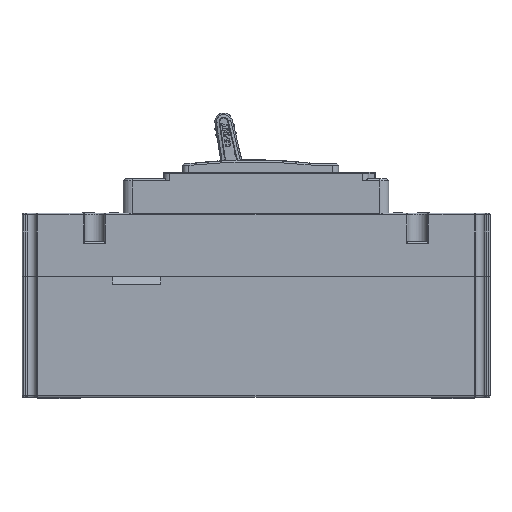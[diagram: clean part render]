
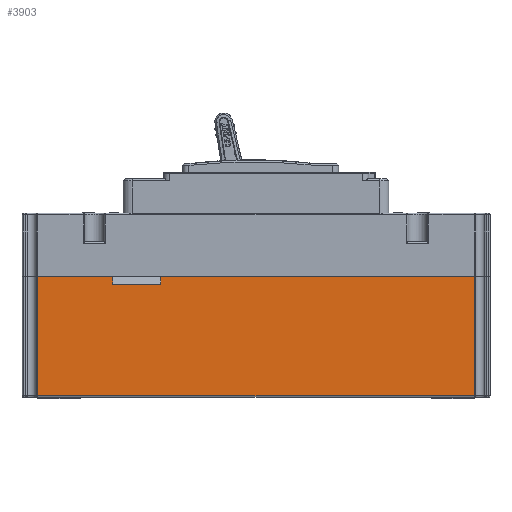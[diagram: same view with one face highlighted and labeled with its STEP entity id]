
A CAD part, left-side view. The second image highlights one B-rep face of the part: STEP entity #3903.
In plain terms, the highlighted planar face has unit normal (-1, 0, 0).
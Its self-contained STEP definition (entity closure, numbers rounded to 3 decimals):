
#3903=ADVANCED_FACE('',(#8289),#6461,.T.);
#6461=PLANE('',#50876);
#8289=FACE_OUTER_BOUND('',#10949,.T.);
#10949=EDGE_LOOP('',(#17142,#17143,#17144,#17145,#17146,#17147,#17148,#17149));
#17142=ORIENTED_EDGE('',*,*,#34858,.F.);
#17143=ORIENTED_EDGE('',*,*,#34859,.T.);
#17144=ORIENTED_EDGE('',*,*,#34860,.T.);
#17145=ORIENTED_EDGE('',*,*,#34861,.T.);
#17146=ORIENTED_EDGE('',*,*,#34862,.F.);
#17147=ORIENTED_EDGE('',*,*,#34863,.F.);
#17148=ORIENTED_EDGE('',*,*,#34864,.T.);
#17149=ORIENTED_EDGE('',*,*,#34865,.T.);
#29741=VERTEX_POINT('',#78793);
#29742=VERTEX_POINT('',#78794);
#29743=VERTEX_POINT('',#78796);
#29744=VERTEX_POINT('',#78798);
#29745=VERTEX_POINT('',#78800);
#29746=VERTEX_POINT('',#78802);
#29747=VERTEX_POINT('',#78804);
#29748=VERTEX_POINT('',#78806);
#34858=EDGE_CURVE('',#29741,#29742,#41356,.T.);
#34859=EDGE_CURVE('',#29741,#29743,#41357,.T.);
#34860=EDGE_CURVE('',#29743,#29744,#41358,.T.);
#34861=EDGE_CURVE('',#29744,#29745,#41359,.T.);
#34862=EDGE_CURVE('',#29746,#29745,#41360,.T.);
#34863=EDGE_CURVE('',#29747,#29746,#41361,.T.);
#34864=EDGE_CURVE('',#29747,#29748,#41362,.T.);
#34865=EDGE_CURVE('',#29748,#29742,#41363,.T.);
#41356=LINE('',#78792,#46282);
#41357=LINE('',#78795,#46283);
#41358=LINE('',#78797,#46284);
#41359=LINE('',#78799,#46285);
#41360=LINE('',#78801,#46286);
#41361=LINE('',#78803,#46287);
#41362=LINE('',#78805,#46288);
#41363=LINE('',#78807,#46289);
#46282=VECTOR('',#56706,1.);
#46283=VECTOR('',#56707,1.);
#46284=VECTOR('',#56708,1.);
#46285=VECTOR('',#56709,1.);
#46286=VECTOR('',#56710,1.);
#46287=VECTOR('',#56711,1.);
#46288=VECTOR('',#56712,1.);
#46289=VECTOR('',#56713,1.);
#50876=AXIS2_PLACEMENT_3D('',#78808,#56714,#56715);
#56706=DIRECTION('',(0.,-1.,0.));
#56707=DIRECTION('',(0.,0.,-1.));
#56708=DIRECTION('',(0.,-1.,0.));
#56709=DIRECTION('',(0.,0.,1.));
#56710=DIRECTION('',(0.,-1.,0.));
#56711=DIRECTION('',(0.,0.,1.));
#56712=DIRECTION('',(0.,1.,0.));
#56713=DIRECTION('',(0.,0.,1.));
#56714=DIRECTION('',(-1.,0.,0.));
#56715=DIRECTION('',(0.,-1.,0.));
#78792=CARTESIAN_POINT('',(1.5,140.672,0.));
#78793=CARTESIAN_POINT('',(1.5,149.806,0.));
#78794=CARTESIAN_POINT('',(1.5,125.,0.));
#78795=CARTESIAN_POINT('',(1.5,149.806,-40.));
#78796=CARTESIAN_POINT('',(1.5,149.806,-39.5));
#78797=CARTESIAN_POINT('',(1.5,4.75,-39.5));
#78798=CARTESIAN_POINT('',(1.5,5.194,-39.5));
#78799=CARTESIAN_POINT('',(1.5,5.194,0.));
#78800=CARTESIAN_POINT('',(1.5,5.194,0.));
#78801=CARTESIAN_POINT('',(1.5,77.5,0.));
#78802=CARTESIAN_POINT('',(1.5,109.,0.));
#78803=CARTESIAN_POINT('',(1.5,109.,-2.5));
#78804=CARTESIAN_POINT('',(1.5,109.,-2.5));
#78805=CARTESIAN_POINT('',(1.5,109.,-2.5));
#78806=CARTESIAN_POINT('',(1.5,125.,-2.5));
#78807=CARTESIAN_POINT('',(1.5,125.,-2.5));
#78808=CARTESIAN_POINT('',(1.5,155.,-40.));
